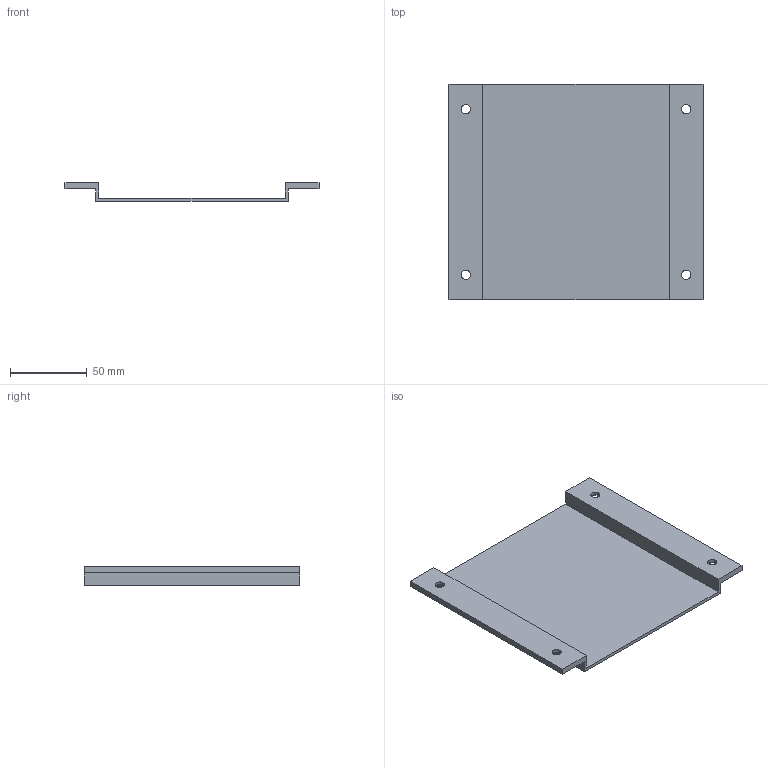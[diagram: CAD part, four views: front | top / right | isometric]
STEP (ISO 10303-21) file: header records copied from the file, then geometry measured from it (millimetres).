
FILE_DESCRIPTION(/* description */ (''),/* implementation_level */ '2;1');
FILE_NAME(/* name */ '1-CBA bottom Cover V3 - part 3of3 v1 v4.step',/* time_stamp */ '2019-09-14T12:42:34-04:00',/* author */ (''),/* organization */ (''),/* preprocessor_version */ 'ST-DEVELOPER v18',/* originating_system */ 'Autodesk Translation Framework v8.6.0.1094',/* authorisation */ '');
FILE_SCHEMA (('AUTOMOTIVE_DESIGN { 1 0 10303 214 3 1 1 }'));
Length unit declared in the file: millimetre
Products named in the file (1): 1-CBA bottom Cover V3 - part 3of3 v1
Bounding box: 165 x 140 x 12 mm (x, y, z)
Volume: 62145.5 mm3; surface area: 53435.9 mm2
Topology: 1 solids, 1 shells, 26 faces, 62 edges, 42 vertices
Faces by surface type: plane 18, cylinder 8
Full cylindrical faces by diameter (mm): 6 x4, 10 x4
Entity records: 816 total; most frequent: DIRECTION 134, CARTESIAN_POINT 131, ORIENTED_EDGE 124, EDGE_CURVE 62, AXIS2_PLACEMENT_3D 45, LINE 44, VECTOR 44, VERTEX_POINT 42
